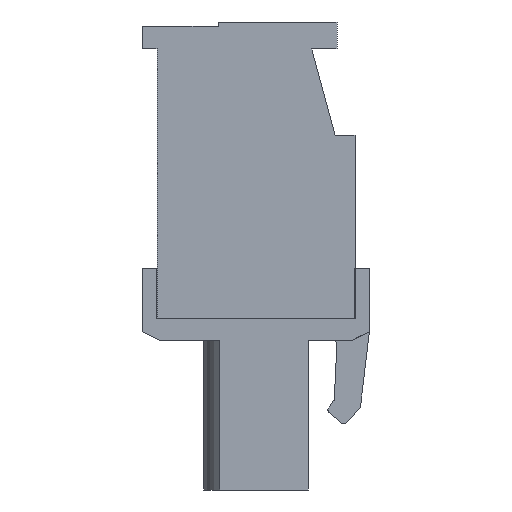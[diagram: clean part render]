
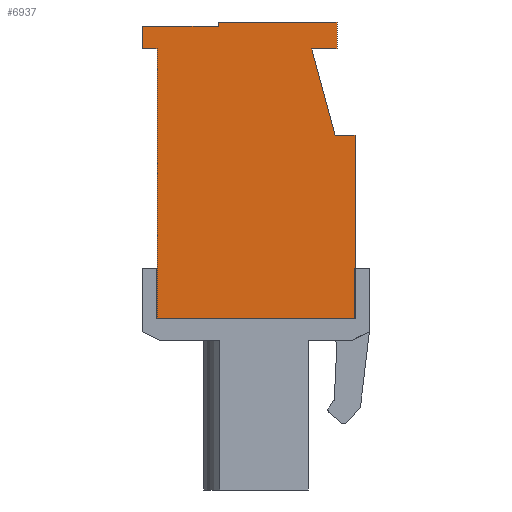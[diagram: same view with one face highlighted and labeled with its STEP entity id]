
A CAD part, left-side view. The second image highlights one B-rep face of the part: STEP entity #6937.
In plain terms, the highlighted planar face has unit normal (-1, 0, 0).
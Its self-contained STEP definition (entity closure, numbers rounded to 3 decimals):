
#6937 = ADVANCED_FACE( '', ( #14148 ), #14149, .T. );
#14148 = FACE_OUTER_BOUND( '', #21592, .T. );
#14149 = PLANE( '', #21593 );
#21592 = EDGE_LOOP( '', ( #41540, #41541, #41542, #41543, #41544, #41545, #41546, #41547, #41548, #41549, #41550, #41551 ) );
#21593 = AXIS2_PLACEMENT_3D( '', #41552, #41553, #41554 );
#41540 = ORIENTED_EDGE( '', *, *, #53404, .T. );
#41541 = ORIENTED_EDGE( '', *, *, #47466, .T. );
#41542 = ORIENTED_EDGE( '', *, *, #50415, .T. );
#41543 = ORIENTED_EDGE( '', *, *, #51455, .T. );
#41544 = ORIENTED_EDGE( '', *, *, #53615, .T. );
#41545 = ORIENTED_EDGE( '', *, *, #53616, .T. );
#41546 = ORIENTED_EDGE( '', *, *, #50952, .T. );
#41547 = ORIENTED_EDGE( '', *, *, #50334, .T. );
#41548 = ORIENTED_EDGE( '', *, *, #50754, .T. );
#41549 = ORIENTED_EDGE( '', *, *, #48359, .T. );
#41550 = ORIENTED_EDGE( '', *, *, #53617, .T. );
#41551 = ORIENTED_EDGE( '', *, *, #47925, .T. );
#41552 = CARTESIAN_POINT( '', ( -55.88, 0., 0. ) );
#41553 = DIRECTION( '', ( -1., 0., 0. ) );
#41554 = DIRECTION( '', ( 0., 0., 1. ) );
#47466 = EDGE_CURVE( '', #58027, #58028, #58029, .T. );
#47925 = EDGE_CURVE( '', #58829, #58830, #58831, .T. );
#48359 = EDGE_CURVE( '', #59514, #59515, #59516, .T. );
#50334 = EDGE_CURVE( '', #62400, #62518, #62520, .T. );
#50415 = EDGE_CURVE( '', #58028, #62638, #62639, .T. );
#50754 = EDGE_CURVE( '', #62518, #59514, #63118, .T. );
#50952 = EDGE_CURVE( '', #63406, #62400, #63407, .T. );
#51455 = EDGE_CURVE( '', #62638, #64109, #64110, .T. );
#53404 = EDGE_CURVE( '', #58830, #58027, #66535, .T. );
#53615 = EDGE_CURVE( '', #64109, #66769, #66770, .T. );
#53616 = EDGE_CURVE( '', #66769, #63406, #66771, .T. );
#53617 = EDGE_CURVE( '', #59515, #58829, #66772, .T. );
#58027 = VERTEX_POINT( '', #72883 );
#58028 = VERTEX_POINT( '', #72884 );
#58029 = LINE( '', #72885, #72886 );
#58829 = VERTEX_POINT( '', #74054 );
#58830 = VERTEX_POINT( '', #74055 );
#58831 = LINE( '', #74056, #74057 );
#59514 = VERTEX_POINT( '', #75076 );
#59515 = VERTEX_POINT( '', #75077 );
#59516 = LINE( '', #75078, #75079 );
#62400 = VERTEX_POINT( '', #79390 );
#62518 = VERTEX_POINT( '', #79583 );
#62520 = LINE( '', #79586, #79587 );
#62638 = VERTEX_POINT( '', #79759 );
#62639 = LINE( '', #79760, #79761 );
#63118 = LINE( '', #80493, #80494 );
#63406 = VERTEX_POINT( '', #80937 );
#63407 = LINE( '', #80938, #80939 );
#64109 = VERTEX_POINT( '', #82014 );
#64110 = LINE( '', #82015, #82016 );
#66535 = LINE( '', #85630, #85631 );
#66769 = VERTEX_POINT( '', #85958 );
#66770 = LINE( '', #85959, #85960 );
#66771 = LINE( '', #85961, #85962 );
#66772 = LINE( '', #85963, #85964 );
#72883 = CARTESIAN_POINT( '', ( -55.88, -4.5, 9. ) );
#72884 = CARTESIAN_POINT( '', ( -55.88, 2.1, 9. ) );
#72885 = CARTESIAN_POINT( '', ( -55.88, -4.5, 9. ) );
#72886 = VECTOR( '', #88842, 1000. );
#74054 = CARTESIAN_POINT( '', ( -55.88, -3.1, 7.5 ) );
#74055 = CARTESIAN_POINT( '', ( -55.88, -4.5, 7.5 ) );
#74056 = CARTESIAN_POINT( '', ( -55.88, -3.1, 7.5 ) );
#74057 = VECTOR( '', #89280, 1000. );
#75076 = CARTESIAN_POINT( '', ( -55.88, -5.5, 2.7 ) );
#75077 = CARTESIAN_POINT( '', ( -55.88, -4.4, 2.7 ) );
#75078 = CARTESIAN_POINT( '', ( -55.88, -5.5, 2.7 ) );
#75079 = VECTOR( '', #89638, 1000. );
#79390 = CARTESIAN_POINT( '', ( -55.88, 5.5, -7.5 ) );
#79583 = CARTESIAN_POINT( '', ( -55.88, -5.5, -7.5 ) );
#79586 = CARTESIAN_POINT( '', ( -55.88, 5.5, -7.5 ) );
#79587 = VECTOR( '', #91319, 1000. );
#79759 = CARTESIAN_POINT( '', ( -55.88, 2.1, 8.75 ) );
#79760 = CARTESIAN_POINT( '', ( -55.88, 2.1, 9. ) );
#79761 = VECTOR( '', #91383, 1000. );
#80493 = CARTESIAN_POINT( '', ( -55.88, -5.5, -7.5 ) );
#80494 = VECTOR( '', #91658, 1000. );
#80937 = CARTESIAN_POINT( '', ( -55.88, 5.5, 7.5 ) );
#80938 = CARTESIAN_POINT( '', ( -55.88, 5.5, 7.5 ) );
#80939 = VECTOR( '', #91829, 1000. );
#82014 = CARTESIAN_POINT( '', ( -55.88, 6.3, 8.75 ) );
#82015 = CARTESIAN_POINT( '', ( -55.88, 2.1, 8.75 ) );
#82016 = VECTOR( '', #92217, 1000. );
#85630 = CARTESIAN_POINT( '', ( -55.88, -4.5, 7.5 ) );
#85631 = VECTOR( '', #93658, 1000. );
#85958 = CARTESIAN_POINT( '', ( -55.88, 6.3, 7.5 ) );
#85959 = CARTESIAN_POINT( '', ( -55.88, 6.3, 8.75 ) );
#85960 = VECTOR( '', #93764, 1000. );
#85961 = CARTESIAN_POINT( '', ( -55.88, 6.3, 7.5 ) );
#85962 = VECTOR( '', #93765, 1000. );
#85963 = CARTESIAN_POINT( '', ( -55.88, -4.4, 2.7 ) );
#85964 = VECTOR( '', #93766, 1000. );
#88842 = DIRECTION( '', ( 0., 1., 0. ) );
#89280 = DIRECTION( '', ( 0., -1., 0. ) );
#89638 = DIRECTION( '', ( 0., 1., 0. ) );
#91319 = DIRECTION( '', ( 0., -1., 0. ) );
#91383 = DIRECTION( '', ( 0., 0., -1. ) );
#91658 = DIRECTION( '', ( 0., 0., 1. ) );
#91829 = DIRECTION( '', ( 0., 0., -1. ) );
#92217 = DIRECTION( '', ( 0., 1., 0. ) );
#93658 = DIRECTION( '', ( 0., 0., 1. ) );
#93764 = DIRECTION( '', ( 0., 0., -1. ) );
#93765 = DIRECTION( '', ( 0., -1., 0. ) );
#93766 = DIRECTION( '', ( 0., 0.261, 0.965 ) );
